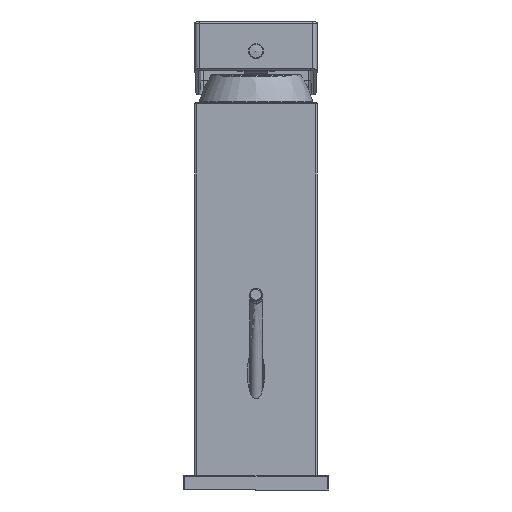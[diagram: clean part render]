
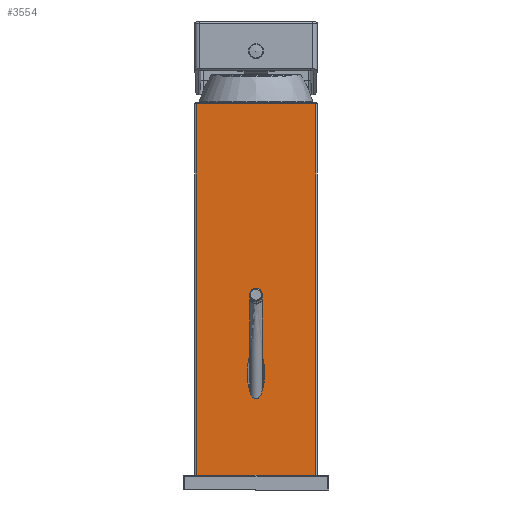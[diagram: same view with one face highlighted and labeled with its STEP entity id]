
A CAD part, left-side view. The second image highlights one B-rep face of the part: STEP entity #3554.
In plain terms, the highlighted planar face has unit normal (-1, 0, 0).
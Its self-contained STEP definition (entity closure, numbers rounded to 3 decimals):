
#74=ELLIPSE('',#4035,8.771,3.);
#455=LINE('',#8488,#714);
#465=LINE('',#8880,#724);
#467=LINE('',#8887,#726);
#469=LINE('',#8896,#728);
#714=VECTOR('',#4983,40.978);
#724=VECTOR('',#5025,127.467);
#726=VECTOR('',#5033,40.978);
#728=VECTOR('',#5045,127.467);
#785=FACE_BOUND('',#1192,.T.);
#963=FACE_OUTER_BOUND('',#1191,.T.);
#1191=EDGE_LOOP('',(#3100,#3101,#3102,#3103));
#1192=EDGE_LOOP('',(#3104));
#1695=VERTEX_POINT('',#8485);
#1696=VERTEX_POINT('',#8487);
#1712=VERTEX_POINT('',#8877);
#1714=VERTEX_POINT('',#8886);
#1715=VERTEX_POINT('',#8890);
#2157=EDGE_CURVE('',#1696,#1695,#455,.T.);
#2180=EDGE_CURVE('',#1712,#1696,#465,.T.);
#2183=EDGE_CURVE('',#1712,#1714,#467,.T.);
#2185=EDGE_CURVE('',#1715,#1715,#74,.T.);
#2188=EDGE_CURVE('',#1695,#1714,#469,.T.);
#3100=ORIENTED_EDGE('',*,*,#2183,.F.);
#3101=ORIENTED_EDGE('',*,*,#2180,.T.);
#3102=ORIENTED_EDGE('',*,*,#2157,.T.);
#3103=ORIENTED_EDGE('',*,*,#2188,.T.);
#3104=ORIENTED_EDGE('',*,*,#2185,.T.);
#3368=PLANE('',#4037);
#3554=ADVANCED_FACE('',(#963,#785),#3368,.T.);
#4035=AXIS2_PLACEMENT_3D('',#8891,#5038,#5039);
#4037=AXIS2_PLACEMENT_3D('',#8895,#5043,#5044);
#4983=DIRECTION('',(0.,-1.,0.));
#5025=DIRECTION('',(0.,0.,-1.));
#5033=DIRECTION('',(0.,-1.,0.));
#5038=DIRECTION('center_axis',(1.,0.,0.));
#5039=DIRECTION('ref_axis',(0.,0.,-1.));
#5043=DIRECTION('center_axis',(-1.,0.,0.));
#5044=DIRECTION('ref_axis',(0.,0.,-1.));
#5045=DIRECTION('',(0.,0.,1.));
#8485=CARTESIAN_POINT('',(-30.995,-19.092,5.374));
#8487=CARTESIAN_POINT('',(-30.995,21.886,5.374));
#8488=CARTESIAN_POINT('',(-30.995,21.886,5.374));
#8877=CARTESIAN_POINT('',(-30.995,21.886,132.841));
#8880=CARTESIAN_POINT('',(-30.995,21.886,132.841));
#8886=CARTESIAN_POINT('',(-30.995,-19.092,132.841));
#8887=CARTESIAN_POINT('',(-30.995,21.886,132.841));
#8890=CARTESIAN_POINT('',(-30.995,1.397,49.145));
#8891=CARTESIAN_POINT('Origin',(-30.995,1.397,40.374));
#8895=CARTESIAN_POINT('Origin',(-30.995,22.397,133.341));
#8896=CARTESIAN_POINT('',(-30.995,-19.092,5.374));
